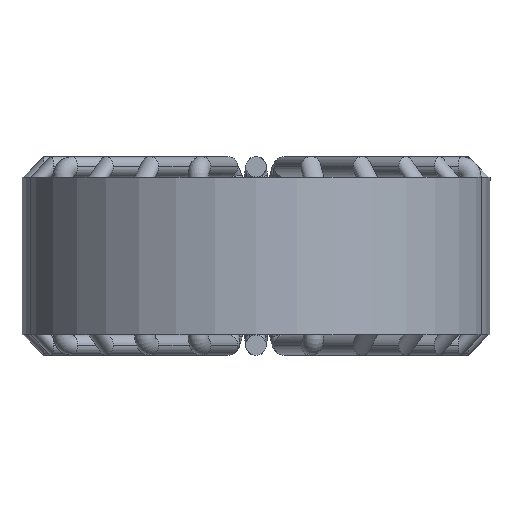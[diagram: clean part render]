
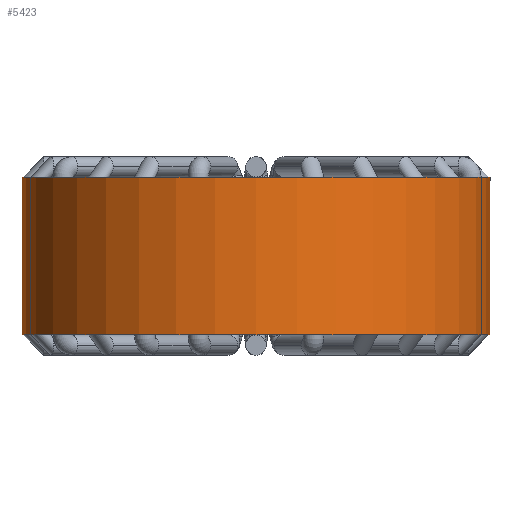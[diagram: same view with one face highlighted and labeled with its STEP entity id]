
A CAD part, front view. The second image highlights one B-rep face of the part: STEP entity #5423.
In plain terms, the highlighted cylindrical face has radius 9.65 mm (diameter 19.3 mm), a partial arc.
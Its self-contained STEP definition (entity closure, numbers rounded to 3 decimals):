
#898 = ORIENTED_EDGE ( 'NONE', *, *, #1765, .T. ) ;
#963 = CARTESIAN_POINT ( 'NONE',  ( -9.65, 0., 0. ) ) ;
#1632 = CIRCLE ( 'NONE', #6194, 9.65 ) ;
#1765 = EDGE_CURVE ( 'NONE', #2861, #3214, #10926, .T. ) ;
#1842 = DIRECTION ( 'NONE',  ( 0., 0., 1. ) ) ;
#2554 = VECTOR ( 'NONE', #11582, 1000. ) ;
#2861 = VERTEX_POINT ( 'NONE', #963 ) ;
#3214 = VERTEX_POINT ( 'NONE', #3800 ) ;
#3241 = CARTESIAN_POINT ( 'NONE',  ( -9.65, 0., 6.5 ) ) ;
#3524 = ORIENTED_EDGE ( 'NONE', *, *, #7551, .T. ) ;
#3800 = CARTESIAN_POINT ( 'NONE',  ( 9.65, 0., 0. ) ) ;
#3887 = LINE ( 'NONE', #6649, #2554 ) ;
#4835 = CARTESIAN_POINT ( 'NONE',  ( 0., 0., 0. ) ) ;
#5423 = ADVANCED_FACE ( 'NONE', ( #11905 ), #9396, .T. ) ;
#6194 = AXIS2_PLACEMENT_3D ( 'NONE', #10719, #6701, #15682 ) ;
#6649 = CARTESIAN_POINT ( 'NONE',  ( 9.65, 0., 0. ) ) ;
#6701 = DIRECTION ( 'NONE',  ( 0., 0., 1. ) ) ;
#7551 = EDGE_CURVE ( 'NONE', #3214, #14083, #3887, .T. ) ;
#8832 = DIRECTION ( 'NONE',  ( 0., 0., 1. ) ) ;
#9396 = CYLINDRICAL_SURFACE ( 'NONE', #13586, 9.65 ) ;
#9488 = EDGE_LOOP ( 'NONE', ( #15194, #898, #3524, #15935 ) ) ;
#10203 = CARTESIAN_POINT ( 'NONE',  ( -9.65, 0., 0. ) ) ;
#10719 = CARTESIAN_POINT ( 'NONE',  ( 0., 0., 6.5 ) ) ;
#10926 = CIRCLE ( 'NONE', #13082, 9.65 ) ;
#11325 = VERTEX_POINT ( 'NONE', #3241 ) ;
#11582 = DIRECTION ( 'NONE',  ( 0., 0., 1. ) ) ;
#11701 = VECTOR ( 'NONE', #15344, 1000. ) ;
#11905 = FACE_OUTER_BOUND ( 'NONE', #9488, .T. ) ;
#12089 = EDGE_CURVE ( 'NONE', #2861, #11325, #12411, .T. ) ;
#12411 = LINE ( 'NONE', #10203, #11701 ) ;
#12536 = DIRECTION ( 'NONE',  ( 1., 0., 0. ) ) ;
#13082 = AXIS2_PLACEMENT_3D ( 'NONE', #4835, #8832, #12536 ) ;
#13515 = DIRECTION ( 'NONE',  ( 1., 0., 0. ) ) ;
#13586 = AXIS2_PLACEMENT_3D ( 'NONE', #16148, #1842, #13515 ) ;
#14083 = VERTEX_POINT ( 'NONE', #15919 ) ;
#14990 = EDGE_CURVE ( 'NONE', #11325, #14083, #1632, .T. ) ;
#15194 = ORIENTED_EDGE ( 'NONE', *, *, #12089, .F. ) ;
#15344 = DIRECTION ( 'NONE',  ( 0., 0., 1. ) ) ;
#15682 = DIRECTION ( 'NONE',  ( 1., 0., 0. ) ) ;
#15919 = CARTESIAN_POINT ( 'NONE',  ( 9.65, 0., 6.5 ) ) ;
#15935 = ORIENTED_EDGE ( 'NONE', *, *, #14990, .F. ) ;
#16148 = CARTESIAN_POINT ( 'NONE',  ( 0., 0., 0. ) ) ;
